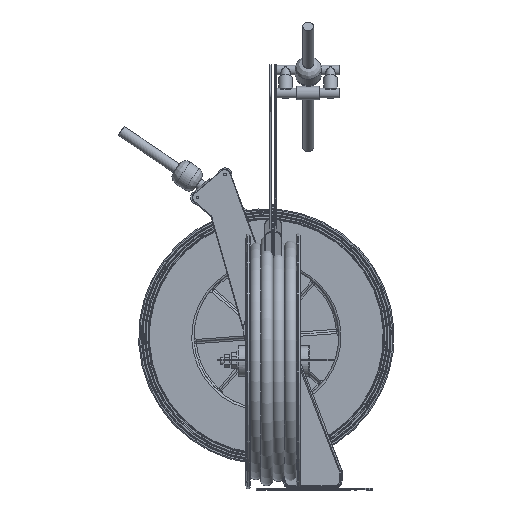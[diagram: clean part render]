
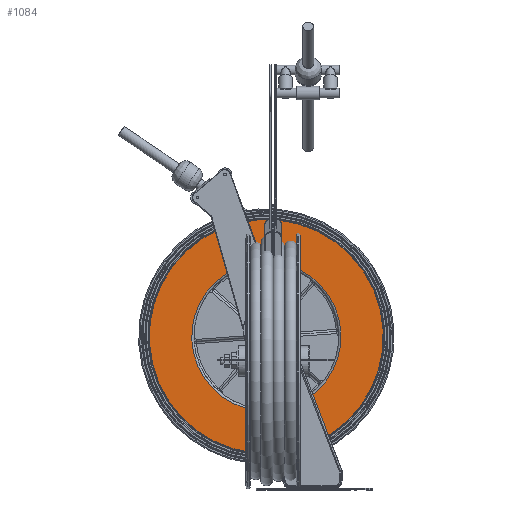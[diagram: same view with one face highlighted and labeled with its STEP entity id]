
A CAD part, left-side view. The second image highlights one B-rep face of the part: STEP entity #1084.
In plain terms, the highlighted face is planar.
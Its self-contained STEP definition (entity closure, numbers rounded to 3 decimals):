
#1084 = ADVANCED_FACE( '', ( #2329, #2330 ), #2331, .T. );
#2329 = FACE_BOUND( '', #4841, .T. );
#2330 = FACE_OUTER_BOUND( '', #4842, .T. );
#2331 = PLANE( '', #4843 );
#4841 = EDGE_LOOP( '', ( #7885 ) );
#4842 = EDGE_LOOP( '', ( #7886 ) );
#4843 = AXIS2_PLACEMENT_3D( '', #7887, #7888, #7889 );
#7885 = ORIENTED_EDGE( '', *, *, #9345, .T. );
#7886 = ORIENTED_EDGE( '', *, *, #9185, .T. );
#7887 = CARTESIAN_POINT( '', ( 0., 50., 238. ) );
#7888 = DIRECTION( '', ( 0., 1., 0. ) );
#7889 = DIRECTION( '', ( -1., 0., 0. ) );
#9185 = EDGE_CURVE( '', #10874, #10874, #10875, .T. );
#9345 = EDGE_CURVE( '', #11062, #11062, #11063, .F. );
#10874 = VERTEX_POINT( '', #14994 );
#10875 = CIRCLE( '', #14995, 218. );
#11062 = VERTEX_POINT( '', #15308 );
#11063 = CIRCLE( '', #15309, 139. );
#14994 = CARTESIAN_POINT( '', ( -218., 50., 0. ) );
#14995 = AXIS2_PLACEMENT_3D( '', #16686, #16687, #16688 );
#15308 = CARTESIAN_POINT( '', ( -139., 50., 0. ) );
#15309 = AXIS2_PLACEMENT_3D( '', #16857, #16858, #16859 );
#16686 = CARTESIAN_POINT( '', ( 0., 50., 0. ) );
#16687 = DIRECTION( '', ( 0., 1., 0. ) );
#16688 = DIRECTION( '', ( -1., 0., 0. ) );
#16857 = CARTESIAN_POINT( '', ( 0., 50., 0. ) );
#16858 = DIRECTION( '', ( 0., 1., 0. ) );
#16859 = DIRECTION( '', ( -1., 0., 0. ) );
